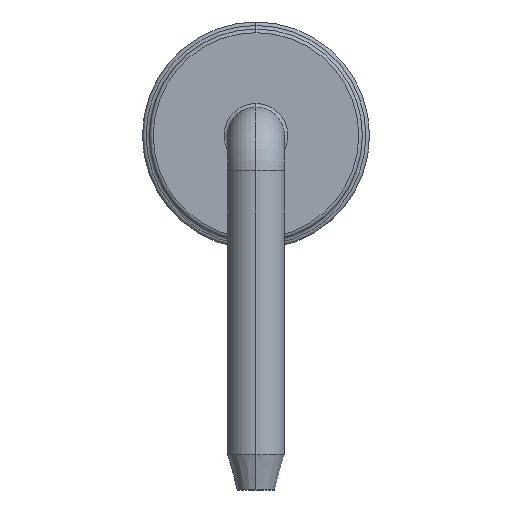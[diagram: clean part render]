
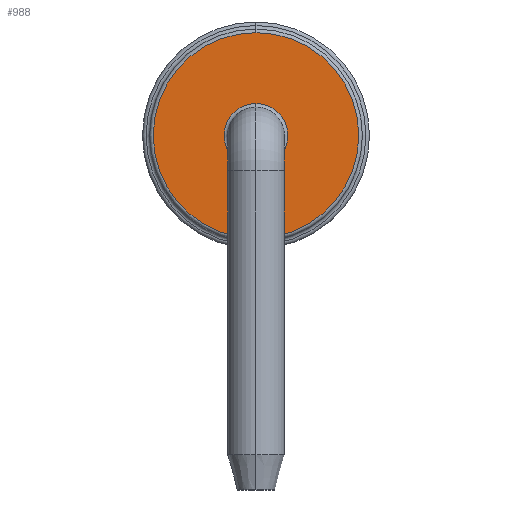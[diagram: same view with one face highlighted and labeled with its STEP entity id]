
A CAD part, left-side view. The second image highlights one B-rep face of the part: STEP entity #988.
In plain terms, the highlighted planar face has unit normal (-1, 0, 0).
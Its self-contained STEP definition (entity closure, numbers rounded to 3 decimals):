
#11 = DIRECTION ( 'NONE',  ( 0., 0., -1. ) ) ;
#77 = EDGE_LOOP ( 'NONE', ( #1478, #1406 ) ) ;
#90 = CIRCLE ( 'NONE', #182, 1.45 ) ;
#108 = FACE_OUTER_BOUND ( 'NONE', #77, .T. ) ;
#182 = AXIS2_PLACEMENT_3D ( 'NONE', #423, #1222, #544 ) ;
#188 = DIRECTION ( 'NONE',  ( -1., 0., 0. ) ) ;
#253 = AXIS2_PLACEMENT_3D ( 'NONE', #862, #188, #986 ) ;
#350 = DIRECTION ( 'NONE',  ( 1., 0., 0. ) ) ;
#375 = AXIS2_PLACEMENT_3D ( 'NONE', #1372, #689, #11 ) ;
#392 = ORIENTED_EDGE ( 'NONE', *, *, #1006, .T. ) ;
#417 = EDGE_CURVE ( 'NONE', #846, #940, #596, .T. ) ;
#423 = CARTESIAN_POINT ( 'NONE',  ( 0., 0., 0. ) ) ;
#438 = AXIS2_PLACEMENT_3D ( 'NONE', #1017, #350, #1152 ) ;
#497 = VERTEX_POINT ( 'NONE', #1218 ) ;
#506 = AXIS2_PLACEMENT_3D ( 'NONE', #1262, #576, #1371 ) ;
#536 = EDGE_LOOP ( 'NONE', ( #392, #586 ) ) ;
#544 = DIRECTION ( 'NONE',  ( 0., 0., -1. ) ) ;
#551 = PLANE ( 'NONE',  #438 ) ;
#576 = DIRECTION ( 'NONE',  ( 1., 0., 0. ) ) ;
#586 = ORIENTED_EDGE ( 'NONE', *, *, #1335, .T. ) ;
#596 = CIRCLE ( 'NONE', #253, 1.45 ) ;
#689 = DIRECTION ( 'NONE',  ( 1., 0., 0. ) ) ;
#709 = FACE_BOUND ( 'NONE', #536, .T. ) ;
#756 = EDGE_CURVE ( 'NONE', #940, #846, #90, .T. ) ;
#809 = CIRCLE ( 'NONE', #375, 0.45 ) ;
#846 = VERTEX_POINT ( 'NONE', #1098 ) ;
#862 = CARTESIAN_POINT ( 'NONE',  ( 0., 0., 0. ) ) ;
#935 = CARTESIAN_POINT ( 'NONE',  ( 0., 0., 0.45 ) ) ;
#940 = VERTEX_POINT ( 'NONE', #1449 ) ;
#986 = DIRECTION ( 'NONE',  ( 0., 0., -1. ) ) ;
#988 = ADVANCED_FACE ( 'NONE', ( #108, #709 ), #551, .F. ) ;
#1006 = EDGE_CURVE ( 'NONE', #497, #1465, #1396, .T. ) ;
#1017 = CARTESIAN_POINT ( 'NONE',  ( 0., 0., 0. ) ) ;
#1098 = CARTESIAN_POINT ( 'NONE',  ( 0., 0., -1.45 ) ) ;
#1152 = DIRECTION ( 'NONE',  ( 0., 0., -1. ) ) ;
#1218 = CARTESIAN_POINT ( 'NONE',  ( 0., 0., -0.45 ) ) ;
#1222 = DIRECTION ( 'NONE',  ( -1., 0., 0. ) ) ;
#1262 = CARTESIAN_POINT ( 'NONE',  ( 0., 0., 0. ) ) ;
#1335 = EDGE_CURVE ( 'NONE', #1465, #497, #809, .T. ) ;
#1371 = DIRECTION ( 'NONE',  ( 0., 0., -1. ) ) ;
#1372 = CARTESIAN_POINT ( 'NONE',  ( 0., 0., 0. ) ) ;
#1396 = CIRCLE ( 'NONE', #506, 0.45 ) ;
#1406 = ORIENTED_EDGE ( 'NONE', *, *, #756, .T. ) ;
#1449 = CARTESIAN_POINT ( 'NONE',  ( 0., 0., 1.45 ) ) ;
#1465 = VERTEX_POINT ( 'NONE', #935 ) ;
#1478 = ORIENTED_EDGE ( 'NONE', *, *, #417, .T. ) ;
